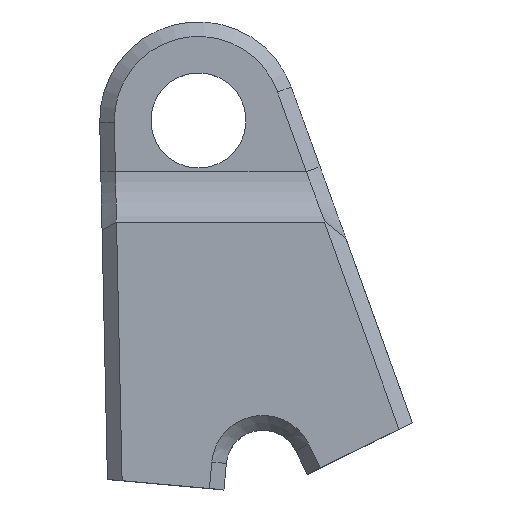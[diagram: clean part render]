
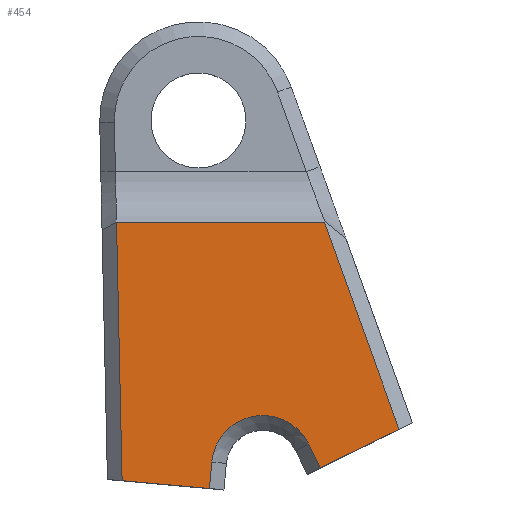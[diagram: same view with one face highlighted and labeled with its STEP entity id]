
A CAD part, top view. The second image highlights one B-rep face of the part: STEP entity #454.
In plain terms, the highlighted planar face has unit normal (0, 0, 1).
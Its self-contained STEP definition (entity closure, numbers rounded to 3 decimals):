
#383=CARTESIAN_POINT('Axis2P3D Location',(0.,0.,8.)) ;
#388=CARTESIAN_POINT('Line Origine',(22.06,-44.87,8.)) ;
#392=CARTESIAN_POINT('Vertex',(16.682,-47.515,8.)) ;
#394=CARTESIAN_POINT('Vertex',(27.439,-42.225,8.)) ;
#397=CARTESIAN_POINT('Line Origine',(22.341,-28.077,8.)) ;
#401=CARTESIAN_POINT('Vertex',(17.243,-13.928,8.)) ;
#404=CARTESIAN_POINT('Line Origine',(3.02,-13.928,8.)) ;
#408=CARTESIAN_POINT('Vertex',(-11.202,-13.928,8.)) ;
#411=CARTESIAN_POINT('Line Origine',(-10.82,-31.596,8.)) ;
#415=CARTESIAN_POINT('Vertex',(-10.439,-49.263,8.)) ;
#418=CARTESIAN_POINT('Line Origine',(-4.469,-49.8,8.)) ;
#422=CARTESIAN_POINT('Vertex',(1.501,-50.336,8.)) ;
#425=CARTESIAN_POINT('Line Origine',(1.663,-48.528,8.)) ;
#429=CARTESIAN_POINT('Vertex',(1.826,-46.719,8.)) ;
#432=CARTESIAN_POINT('Axis2P3D Location',(8.798,-47.346,8.)) ;
#436=CARTESIAN_POINT('Vertex',(15.079,-44.256,8.)) ;
#439=CARTESIAN_POINT('Line Origine',(15.88,-45.886,8.)) ;
#384=DIRECTION('Axis2P3D Direction',(0.,0.,1.)) ;
#385=DIRECTION('Axis2P3D XDirection',(1.,0.,0.)) ;
#389=DIRECTION('Vector Direction',(-0.897,-0.441,0.)) ;
#398=DIRECTION('Vector Direction',(-0.339,0.941,0.)) ;
#405=DIRECTION('Vector Direction',(1.,0.,0.)) ;
#412=DIRECTION('Vector Direction',(-0.022,1.,0.)) ;
#419=DIRECTION('Vector Direction',(-0.996,0.09,0.)) ;
#426=DIRECTION('Vector Direction',(0.09,0.996,0.)) ;
#433=DIRECTION('Axis2P3D Direction',(0.,0.,1.)) ;
#440=DIRECTION('Vector Direction',(-0.441,0.897,0.)) ;
#386=AXIS2_PLACEMENT_3D('Plane Axis2P3D',#383,#384,#385) ;
#434=AXIS2_PLACEMENT_3D('Circle Axis2P3D',#432,#433,$) ;
#445=ORIENTED_EDGE('',*,*,#396,.T.) ;
#446=ORIENTED_EDGE('',*,*,#403,.T.) ;
#447=ORIENTED_EDGE('',*,*,#410,.F.) ;
#448=ORIENTED_EDGE('',*,*,#417,.T.) ;
#449=ORIENTED_EDGE('',*,*,#424,.T.) ;
#450=ORIENTED_EDGE('',*,*,#431,.T.) ;
#451=ORIENTED_EDGE('',*,*,#438,.T.) ;
#452=ORIENTED_EDGE('',*,*,#443,.T.) ;
#390=VECTOR('Line Direction',#389,1.) ;
#399=VECTOR('Line Direction',#398,1.) ;
#406=VECTOR('Line Direction',#405,1.) ;
#413=VECTOR('Line Direction',#412,1.) ;
#420=VECTOR('Line Direction',#419,1.) ;
#427=VECTOR('Line Direction',#426,1.) ;
#441=VECTOR('Line Direction',#440,1.) ;
#454=ADVANCED_FACE('Corps principal',(#453),#387,.T.) ;
#435=CIRCLE('generated circle',#434,7.) ;
#396=EDGE_CURVE('',#393,#395,#391,.F.) ;
#403=EDGE_CURVE('',#395,#402,#400,.T.) ;
#410=EDGE_CURVE('',#409,#402,#407,.T.) ;
#417=EDGE_CURVE('',#409,#416,#414,.F.) ;
#424=EDGE_CURVE('',#416,#423,#421,.F.) ;
#431=EDGE_CURVE('',#423,#430,#428,.T.) ;
#438=EDGE_CURVE('',#430,#437,#435,.F.) ;
#443=EDGE_CURVE('',#437,#393,#442,.F.) ;
#444=EDGE_LOOP('',(#445,#446,#447,#448,#449,#450,#451,#452)) ;
#453=FACE_OUTER_BOUND('',#444,.T.) ;
#391=LINE('Line',#388,#390) ;
#400=LINE('Line',#397,#399) ;
#407=LINE('Line',#404,#406) ;
#414=LINE('Line',#411,#413) ;
#421=LINE('Line',#418,#420) ;
#428=LINE('Line',#425,#427) ;
#442=LINE('Line',#439,#441) ;
#387=PLANE('Plane',#386) ;
#393=VERTEX_POINT('',#392) ;
#395=VERTEX_POINT('',#394) ;
#402=VERTEX_POINT('',#401) ;
#409=VERTEX_POINT('',#408) ;
#416=VERTEX_POINT('',#415) ;
#423=VERTEX_POINT('',#422) ;
#430=VERTEX_POINT('',#429) ;
#437=VERTEX_POINT('',#436) ;
